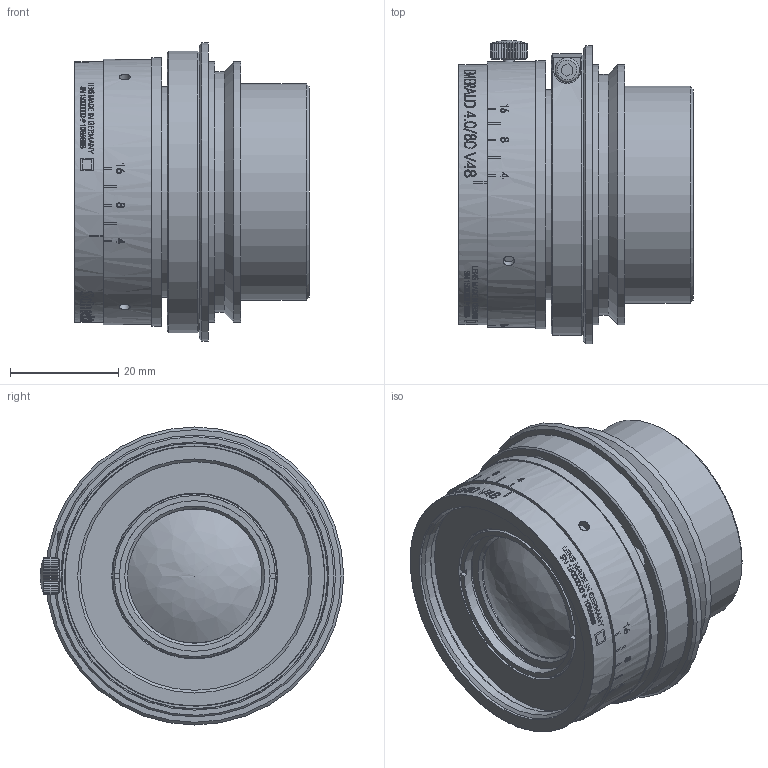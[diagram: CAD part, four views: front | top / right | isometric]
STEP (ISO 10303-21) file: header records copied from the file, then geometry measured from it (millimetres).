
FILE_DESCRIPTION(/* description */ (''),/* implementation_level */ '2;1');
FILE_NAME(/* name */ '1086888_00156088_002.stp',/* time_stamp */ '2021-11-05T10:22:27+01:00',/* author */ (''),/* organization */ (''),/* preprocessor_version */ 'ST-DEVELOPER v16',/* originating_system */ 'SIEMENS PLM Software NX 10.0',/* authorisation */ '');
FILE_SCHEMA (('AP203_CONFIGURATION_CONTROLLED_3D_DESIGN_OF_MECHANICAL_PARTS_AND_ASSEMBLIES_MIM_LF { 1 0 10303 403 2 1 2}'));
Length unit declared in the file: millimetre
Products named in the file (1): Froe2DC00E8937i7
Bounding box: 43.2 x 56 x 55 mm (x, y, z)
Volume: 61583.4 mm3; surface area: 20328 mm2
Topology: 1 solids, 5 shells, 487 faces, 1672 edges, 1332 vertices
Faces by surface type: cylinder 249, plane 201, cone 33, bspline 2, sphere 1, torus 1
Full cylindrical faces by diameter (mm): 1 x2, 2 x1, 2.05 x4, 2.5 x1, 2.8 x1, 4.5 x1, 22.8 x1, 23.7 x1, 23.8 x1, 24.8 x1, 25.2 x1, 25.358 x1, 26.1 x1, 27.8 x1, 29 x1, 29.7 x1, 30.6 x1, 36.2 x1, 36.4 x1, 38.8 x1, 40 x1, 41.6 x1, 42.188 x1, 43.2 x2, 44.4 x1, 48 x4, 49 x2, 49.5 x1, 55 x1
Entity records: 20804 total; most frequent: CARTESIAN_POINT 7516, ORIENTED_EDGE 3119, DIRECTION 2033, EDGE_CURVE 1580, VERTEX_POINT 1309, AXIS2_PLACEMENT_3D 834, B_SPLINE_CURVE_WITH_KNOTS 829, EDGE_LOOP 709
